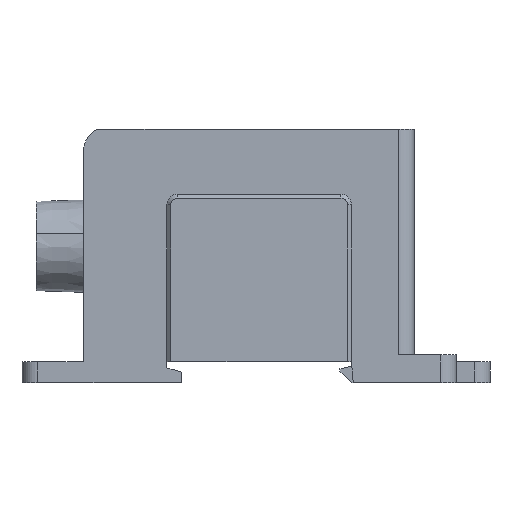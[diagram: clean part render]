
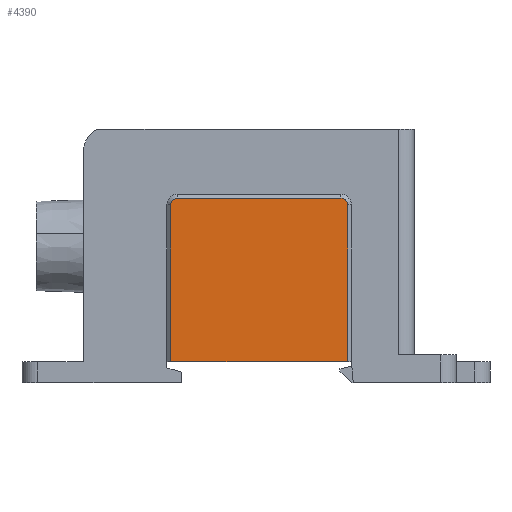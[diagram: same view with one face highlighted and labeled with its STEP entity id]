
A CAD part, left-side view. The second image highlights one B-rep face of the part: STEP entity #4390.
In plain terms, the highlighted planar face has unit normal (-1, 0, 0).
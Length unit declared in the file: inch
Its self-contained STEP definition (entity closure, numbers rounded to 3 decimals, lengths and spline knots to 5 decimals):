
#35 = CIRCLE ( 'NONE', #1788, 0.04921 ) ;
#63 = DIRECTION ( 'NONE',  ( 0., 0., -1. ) ) ;
#283 = VECTOR ( 'NONE', #3391, 39.37008 ) ;
#296 = LINE ( 'NONE', #3682, #1546 ) ;
#320 = DIRECTION ( 'NONE',  ( 0., -1., 0. ) ) ;
#393 = CARTESIAN_POINT ( 'NONE',  ( -0.02953, 1.78346, 1.3878 ) ) ;
#425 = AXIS2_PLACEMENT_3D ( 'NONE', #1870, #3424, #3048 ) ;
#431 = EDGE_CURVE ( 'NONE', #1798, #554, #4334, .T. ) ;
#510 = EDGE_LOOP ( 'NONE', ( #3888, #2297, #3076, #3365, #976, #2854 ) ) ;
#554 = VERTEX_POINT ( 'NONE', #1806 ) ;
#607 = CARTESIAN_POINT ( 'NONE',  ( -0.02953, 1.78346, 1.33858 ) ) ;
#641 = CARTESIAN_POINT ( 'NONE',  ( -0.02953, 0.50197, 1.33858 ) ) ;
#670 = PLANE ( 'NONE',  #425 ) ;
#886 = CARTESIAN_POINT ( 'NONE',  ( -0.02953, 0.55118, 1.3878 ) ) ;
#976 = ORIENTED_EDGE ( 'NONE', *, *, #2905, .F. ) ;
#1250 = CIRCLE ( 'NONE', #4986, 0.04921 ) ;
#1467 = VECTOR ( 'NONE', #63, 39.37008 ) ;
#1509 = VERTEX_POINT ( 'NONE', #4630 ) ;
#1546 = VECTOR ( 'NONE', #320, 39.37008 ) ;
#1788 = AXIS2_PLACEMENT_3D ( 'NONE', #2814, #3213, #3146 ) ;
#1798 = VERTEX_POINT ( 'NONE', #641 ) ;
#1806 = CARTESIAN_POINT ( 'NONE',  ( -0.02953, 0.50197, 0.15748 ) ) ;
#1870 = CARTESIAN_POINT ( 'NONE',  ( -0.02953, 1.16732, 0.7874 ) ) ;
#1966 = VERTEX_POINT ( 'NONE', #393 ) ;
#2056 = VERTEX_POINT ( 'NONE', #886 ) ;
#2089 = DIRECTION ( 'NONE',  ( 0., 0., -1. ) ) ;
#2115 = EDGE_CURVE ( 'NONE', #2056, #1798, #35, .T. ) ;
#2223 = LINE ( 'NONE', #4215, #283 ) ;
#2297 = ORIENTED_EDGE ( 'NONE', *, *, #2962, .T. ) ;
#2443 = CARTESIAN_POINT ( 'NONE',  ( -0.02953, 0.81988, 1.3878 ) ) ;
#2785 = VERTEX_POINT ( 'NONE', #3129 ) ;
#2814 = CARTESIAN_POINT ( 'NONE',  ( -0.02953, 0.55118, 1.33858 ) ) ;
#2854 = ORIENTED_EDGE ( 'NONE', *, *, #3719, .F. ) ;
#2905 = EDGE_CURVE ( 'NONE', #1966, #2056, #3250, .T. ) ;
#2962 = EDGE_CURVE ( 'NONE', #1509, #554, #296, .T. ) ;
#3048 = DIRECTION ( 'NONE',  ( 0., 0., 1. ) ) ;
#3076 = ORIENTED_EDGE ( 'NONE', *, *, #431, .F. ) ;
#3086 = VECTOR ( 'NONE', #4826, 39.37008 ) ;
#3129 = CARTESIAN_POINT ( 'NONE',  ( -0.02953, 1.83268, 1.33858 ) ) ;
#3146 = DIRECTION ( 'NONE',  ( 0., 0., -1. ) ) ;
#3213 = DIRECTION ( 'NONE',  ( 1., 0., 0. ) ) ;
#3250 = LINE ( 'NONE', #2443, #3086 ) ;
#3365 = ORIENTED_EDGE ( 'NONE', *, *, #2115, .F. ) ;
#3391 = DIRECTION ( 'NONE',  ( 0., 0., 1. ) ) ;
#3424 = DIRECTION ( 'NONE',  ( -1., 0., 0. ) ) ;
#3592 = DIRECTION ( 'NONE',  ( 1., 0., 0. ) ) ;
#3682 = CARTESIAN_POINT ( 'NONE',  ( -0.02953, 0.61614, 0.15748 ) ) ;
#3719 = EDGE_CURVE ( 'NONE', #2785, #1966, #1250, .T. ) ;
#3760 = FACE_OUTER_BOUND ( 'NONE', #510, .T. ) ;
#3888 = ORIENTED_EDGE ( 'NONE', *, *, #4863, .F. ) ;
#3943 = CARTESIAN_POINT ( 'NONE',  ( -0.02953, 0.50197, 0.47244 ) ) ;
#4215 = CARTESIAN_POINT ( 'NONE',  ( -0.02953, 1.83268, 1.10236 ) ) ;
#4334 = LINE ( 'NONE', #3943, #1467 ) ;
#4390 = ADVANCED_FACE ( 'NONE', ( #3760 ), #670, .T. ) ;
#4630 = CARTESIAN_POINT ( 'NONE',  ( -0.02953, 1.83268, 0.15748 ) ) ;
#4826 = DIRECTION ( 'NONE',  ( 0., -1., 0. ) ) ;
#4863 = EDGE_CURVE ( 'NONE', #1509, #2785, #2223, .T. ) ;
#4986 = AXIS2_PLACEMENT_3D ( 'NONE', #607, #3592, #2089 ) ;
